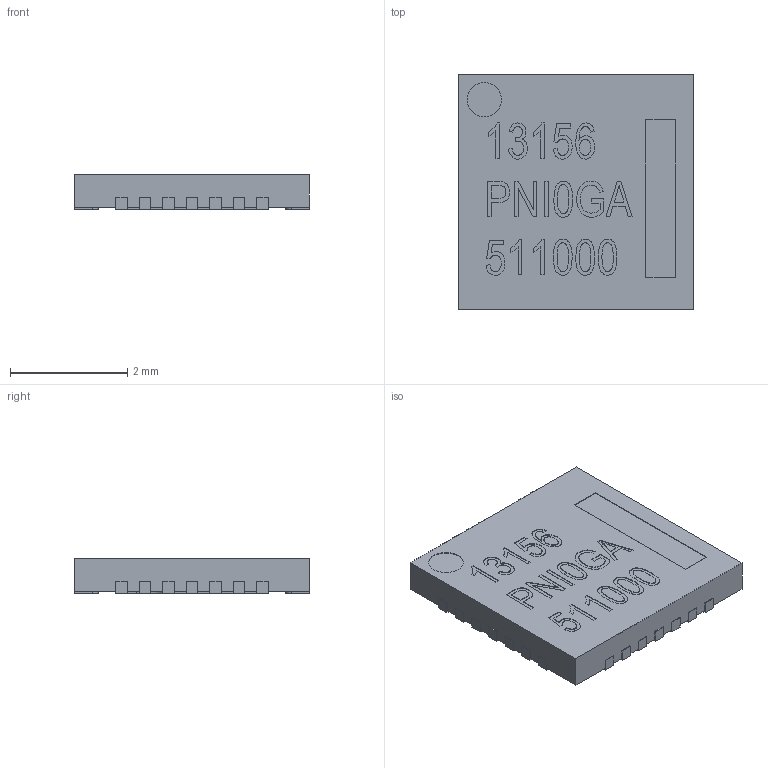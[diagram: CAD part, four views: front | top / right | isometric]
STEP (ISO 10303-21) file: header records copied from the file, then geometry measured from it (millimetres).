
FILE_DESCRIPTION (( 'STEP AP214' ), '1' );
FILE_NAME ('PNI13156.STEP', '2024-01-25T11:02:30', ( '' ), ( '' ), 'SwSTEP 2.0', 'SolidWorks 2021', '' );
FILE_SCHEMA (( 'AUTOMOTIVE_DESIGN' ));
Length unit declared in the file: millimetre
Products named in the file (1): PNI13156
Bounding box: 4.02 x 4.02 x 0.58 mm (x, y, z)
Volume: 9.1 mm3; surface area: 43 mm2
Topology: 1 solids, 1 shells, 401 faces, 1116 edges, 744 vertices
Faces by surface type: plane 260, bspline 102, cylinder 39
Entity records: 20548 total; most frequent: CARTESIAN_POINT 8620, ORIENTED_EDGE 2232, DIRECTION 1590, EDGE_CURVE 1116, LINE 834, VECTOR 834, VERTEX_POINT 744, EDGE_LOOP 428
